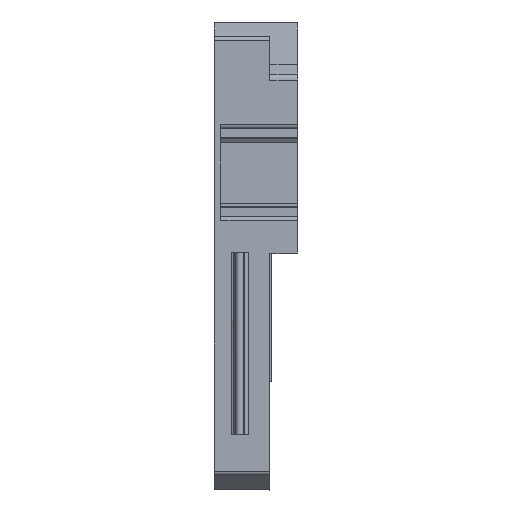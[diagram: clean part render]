
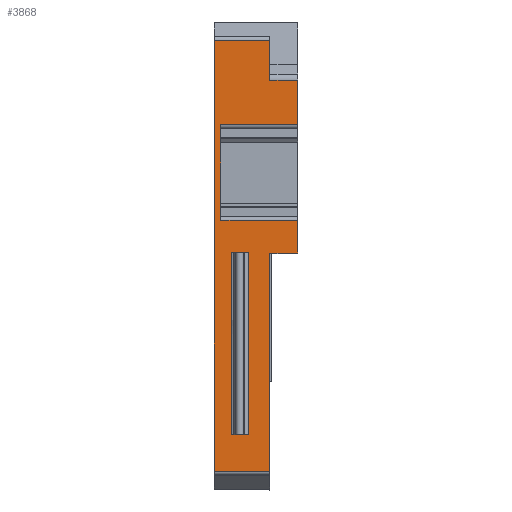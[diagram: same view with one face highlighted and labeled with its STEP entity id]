
A CAD part, top view. The second image highlights one B-rep face of the part: STEP entity #3868.
In plain terms, the highlighted planar face has unit normal (0, 0, 1).
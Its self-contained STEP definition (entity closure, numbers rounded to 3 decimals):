
#3725=AXIS2_PLACEMENT_3D('Plane Axis2P3D',#3722,#3723,#3724) ;
#3129=CARTESIAN_POINT('Line Origine',(3.955,9.105,43.9)) ;
#3133=CARTESIAN_POINT('Vertex',(3.955,16.889,43.9)) ;
#3135=CARTESIAN_POINT('Vertex',(3.955,1.322,43.9)) ;
#3268=CARTESIAN_POINT('Vertex',(5.95,16.889,43.9)) ;
#3273=CARTESIAN_POINT('Line Origine',(4.953,16.889,43.9)) ;
#3707=CARTESIAN_POINT('Vertex',(0.,1.322,43.9)) ;
#3710=CARTESIAN_POINT('Line Origine',(2.588,1.322,43.9)) ;
#3722=CARTESIAN_POINT('Axis2P3D Location',(1.,18.029,43.9)) ;
#3727=CARTESIAN_POINT('Line Origine',(5.95,18.059,43.9)) ;
#3731=CARTESIAN_POINT('Vertex',(5.95,19.229,43.9)) ;
#3734=CARTESIAN_POINT('Line Origine',(3.871,19.229,43.9)) ;
#3738=CARTESIAN_POINT('Vertex',(1.793,19.229,43.9)) ;
#3741=CARTESIAN_POINT('Line Origine',(1.121,19.229,43.9)) ;
#3745=CARTESIAN_POINT('Vertex',(0.45,19.229,43.9)) ;
#3748=CARTESIAN_POINT('Line Origine',(0.45,22.629,43.9)) ;
#3752=CARTESIAN_POINT('Vertex',(0.45,26.029,43.9)) ;
#3755=CARTESIAN_POINT('Line Origine',(3.2,26.029,43.9)) ;
#3759=CARTESIAN_POINT('Vertex',(5.95,26.029,43.9)) ;
#3762=CARTESIAN_POINT('Line Origine',(5.95,27.626,43.9)) ;
#3766=CARTESIAN_POINT('Vertex',(5.95,29.223,43.9)) ;
#3769=CARTESIAN_POINT('Line Origine',(4.953,29.223,43.9)) ;
#3773=CARTESIAN_POINT('Vertex',(3.955,29.223,43.9)) ;
#3776=CARTESIAN_POINT('Line Origine',(3.955,30.639,43.9)) ;
#3780=CARTESIAN_POINT('Vertex',(3.955,32.055,43.9)) ;
#3783=CARTESIAN_POINT('Line Origine',(1.978,32.055,43.9)) ;
#3787=CARTESIAN_POINT('Vertex',(0.,32.055,43.9)) ;
#3790=CARTESIAN_POINT('Line Origine',(0.,16.689,43.9)) ;
#3810=CARTESIAN_POINT('Line Origine',(2.089,16.919,43.9)) ;
#3814=CARTESIAN_POINT('Vertex',(2.412,16.919,43.9)) ;
#3816=CARTESIAN_POINT('Vertex',(1.765,16.919,43.9)) ;
#3819=CARTESIAN_POINT('Line Origine',(2.412,10.419,43.9)) ;
#3823=CARTESIAN_POINT('Vertex',(2.412,3.919,43.9)) ;
#3826=CARTESIAN_POINT('Line Origine',(2.089,3.919,43.9)) ;
#3830=CARTESIAN_POINT('Vertex',(1.765,3.919,43.9)) ;
#3833=CARTESIAN_POINT('Line Origine',(1.49,3.919,43.9)) ;
#3837=CARTESIAN_POINT('Vertex',(1.214,3.919,43.9)) ;
#3840=CARTESIAN_POINT('Line Origine',(1.214,10.404,43.9)) ;
#3844=CARTESIAN_POINT('Vertex',(1.214,16.889,43.9)) ;
#3847=CARTESIAN_POINT('Line Origine',(1.214,16.904,43.9)) ;
#3851=CARTESIAN_POINT('Vertex',(1.214,16.919,43.9)) ;
#3854=CARTESIAN_POINT('Line Origine',(1.49,16.919,43.9)) ;
#3130=DIRECTION('Vector Direction',(0.,-1.,0.)) ;
#3274=DIRECTION('Vector Direction',(-1.,0.,0.)) ;
#3711=DIRECTION('Vector Direction',(-1.,0.,0.)) ;
#3723=DIRECTION('Axis2P3D Direction',(0.,0.,1.)) ;
#3724=DIRECTION('Axis2P3D XDirection',(1.,0.,0.)) ;
#3728=DIRECTION('Vector Direction',(0.,-1.,0.)) ;
#3735=DIRECTION('Vector Direction',(-1.,0.,0.)) ;
#3742=DIRECTION('Vector Direction',(-1.,0.,0.)) ;
#3749=DIRECTION('Vector Direction',(0.,-1.,0.)) ;
#3756=DIRECTION('Vector Direction',(-1.,0.,0.)) ;
#3763=DIRECTION('Vector Direction',(0.,-1.,0.)) ;
#3770=DIRECTION('Vector Direction',(-1.,0.,0.)) ;
#3777=DIRECTION('Vector Direction',(0.,-1.,0.)) ;
#3784=DIRECTION('Vector Direction',(1.,0.,0.)) ;
#3791=DIRECTION('Vector Direction',(0.,-1.,0.)) ;
#3811=DIRECTION('Vector Direction',(1.,0.,0.)) ;
#3820=DIRECTION('Vector Direction',(0.,-1.,0.)) ;
#3827=DIRECTION('Vector Direction',(-1.,0.,0.)) ;
#3834=DIRECTION('Vector Direction',(-1.,0.,0.)) ;
#3841=DIRECTION('Vector Direction',(0.,1.,0.)) ;
#3848=DIRECTION('Vector Direction',(0.,1.,0.)) ;
#3855=DIRECTION('Vector Direction',(-1.,0.,0.)) ;
#3131=VECTOR('Line Direction',#3130,1.) ;
#3275=VECTOR('Line Direction',#3274,1.) ;
#3712=VECTOR('Line Direction',#3711,1.) ;
#3729=VECTOR('Line Direction',#3728,1.) ;
#3736=VECTOR('Line Direction',#3735,1.) ;
#3743=VECTOR('Line Direction',#3742,1.) ;
#3750=VECTOR('Line Direction',#3749,1.) ;
#3757=VECTOR('Line Direction',#3756,1.) ;
#3764=VECTOR('Line Direction',#3763,1.) ;
#3771=VECTOR('Line Direction',#3770,1.) ;
#3778=VECTOR('Line Direction',#3777,1.) ;
#3785=VECTOR('Line Direction',#3784,1.) ;
#3792=VECTOR('Line Direction',#3791,1.) ;
#3812=VECTOR('Line Direction',#3811,1.) ;
#3821=VECTOR('Line Direction',#3820,1.) ;
#3828=VECTOR('Line Direction',#3827,1.) ;
#3835=VECTOR('Line Direction',#3834,1.) ;
#3842=VECTOR('Line Direction',#3841,1.) ;
#3849=VECTOR('Line Direction',#3848,1.) ;
#3856=VECTOR('Line Direction',#3855,1.) ;
#3796=ORIENTED_EDGE('',*,*,#3277,.F.) ;
#3797=ORIENTED_EDGE('',*,*,#3733,.F.) ;
#3798=ORIENTED_EDGE('',*,*,#3740,.T.) ;
#3799=ORIENTED_EDGE('',*,*,#3747,.T.) ;
#3800=ORIENTED_EDGE('',*,*,#3754,.F.) ;
#3801=ORIENTED_EDGE('',*,*,#3761,.F.) ;
#3802=ORIENTED_EDGE('',*,*,#3768,.T.) ;
#3803=ORIENTED_EDGE('',*,*,#3775,.F.) ;
#3804=ORIENTED_EDGE('',*,*,#3782,.F.) ;
#3805=ORIENTED_EDGE('',*,*,#3789,.T.) ;
#3806=ORIENTED_EDGE('',*,*,#3794,.T.) ;
#3807=ORIENTED_EDGE('',*,*,#3714,.T.) ;
#3808=ORIENTED_EDGE('',*,*,#3137,.F.) ;
#3860=ORIENTED_EDGE('',*,*,#3818,.F.) ;
#3861=ORIENTED_EDGE('',*,*,#3825,.T.) ;
#3862=ORIENTED_EDGE('',*,*,#3832,.F.) ;
#3863=ORIENTED_EDGE('',*,*,#3839,.F.) ;
#3864=ORIENTED_EDGE('',*,*,#3846,.F.) ;
#3865=ORIENTED_EDGE('',*,*,#3853,.F.) ;
#3866=ORIENTED_EDGE('',*,*,#3858,.F.) ;
#3867=FACE_BOUND('',#3859,.T.) ;
#3868=ADVANCED_FACE('Koerper.1',(#3809,#3867),#3726,.T.) ;
#3137=EDGE_CURVE('',#3134,#3136,#3132,.T.) ;
#3277=EDGE_CURVE('',#3269,#3134,#3276,.T.) ;
#3714=EDGE_CURVE('',#3708,#3136,#3713,.F.) ;
#3733=EDGE_CURVE('',#3732,#3269,#3730,.T.) ;
#3740=EDGE_CURVE('',#3732,#3739,#3737,.T.) ;
#3747=EDGE_CURVE('',#3739,#3746,#3744,.T.) ;
#3754=EDGE_CURVE('',#3753,#3746,#3751,.T.) ;
#3761=EDGE_CURVE('',#3760,#3753,#3758,.T.) ;
#3768=EDGE_CURVE('',#3760,#3767,#3765,.F.) ;
#3775=EDGE_CURVE('',#3774,#3767,#3772,.F.) ;
#3782=EDGE_CURVE('',#3781,#3774,#3779,.T.) ;
#3789=EDGE_CURVE('',#3781,#3788,#3786,.F.) ;
#3794=EDGE_CURVE('',#3788,#3708,#3793,.T.) ;
#3818=EDGE_CURVE('',#3815,#3817,#3813,.F.) ;
#3825=EDGE_CURVE('',#3815,#3824,#3822,.T.) ;
#3832=EDGE_CURVE('',#3831,#3824,#3829,.F.) ;
#3839=EDGE_CURVE('',#3838,#3831,#3836,.F.) ;
#3846=EDGE_CURVE('',#3845,#3838,#3843,.F.) ;
#3853=EDGE_CURVE('',#3852,#3845,#3850,.F.) ;
#3858=EDGE_CURVE('',#3817,#3852,#3857,.T.) ;
#3795=EDGE_LOOP('',(#3796,#3797,#3798,#3799,#3800,#3801,#3802,#3803,#3804,#3805,#3806,#3807,#3808)) ;
#3859=EDGE_LOOP('',(#3860,#3861,#3862,#3863,#3864,#3865,#3866)) ;
#3809=FACE_OUTER_BOUND('',#3795,.T.) ;
#3132=LINE('Line',#3129,#3131) ;
#3276=LINE('Line',#3273,#3275) ;
#3713=LINE('Line',#3710,#3712) ;
#3730=LINE('Line',#3727,#3729) ;
#3737=LINE('Line',#3734,#3736) ;
#3744=LINE('Line',#3741,#3743) ;
#3751=LINE('Line',#3748,#3750) ;
#3758=LINE('Line',#3755,#3757) ;
#3765=LINE('Line',#3762,#3764) ;
#3772=LINE('Line',#3769,#3771) ;
#3779=LINE('Line',#3776,#3778) ;
#3786=LINE('Line',#3783,#3785) ;
#3793=LINE('Line',#3790,#3792) ;
#3813=LINE('Line',#3810,#3812) ;
#3822=LINE('Line',#3819,#3821) ;
#3829=LINE('Line',#3826,#3828) ;
#3836=LINE('Line',#3833,#3835) ;
#3843=LINE('Line',#3840,#3842) ;
#3850=LINE('Line',#3847,#3849) ;
#3857=LINE('Line',#3854,#3856) ;
#3726=PLANE('',#3725) ;
#3134=VERTEX_POINT('',#3133) ;
#3136=VERTEX_POINT('',#3135) ;
#3269=VERTEX_POINT('',#3268) ;
#3708=VERTEX_POINT('',#3707) ;
#3732=VERTEX_POINT('',#3731) ;
#3739=VERTEX_POINT('',#3738) ;
#3746=VERTEX_POINT('',#3745) ;
#3753=VERTEX_POINT('',#3752) ;
#3760=VERTEX_POINT('',#3759) ;
#3767=VERTEX_POINT('',#3766) ;
#3774=VERTEX_POINT('',#3773) ;
#3781=VERTEX_POINT('',#3780) ;
#3788=VERTEX_POINT('',#3787) ;
#3815=VERTEX_POINT('',#3814) ;
#3817=VERTEX_POINT('',#3816) ;
#3824=VERTEX_POINT('',#3823) ;
#3831=VERTEX_POINT('',#3830) ;
#3838=VERTEX_POINT('',#3837) ;
#3845=VERTEX_POINT('',#3844) ;
#3852=VERTEX_POINT('',#3851) ;
